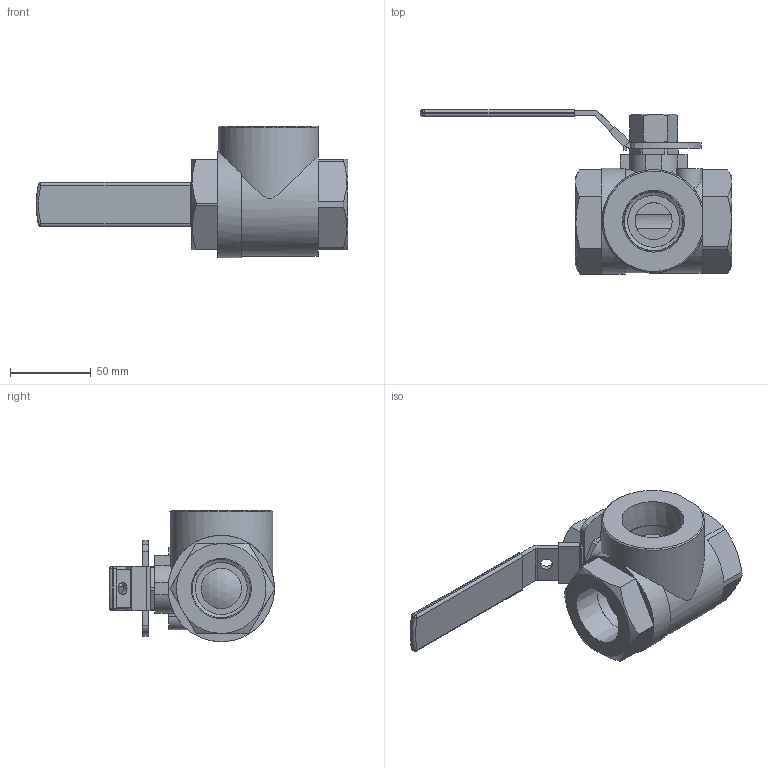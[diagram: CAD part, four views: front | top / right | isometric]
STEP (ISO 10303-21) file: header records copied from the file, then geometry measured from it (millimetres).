
FILE_DESCRIPTION(/* description */ ('Unknown'),/* implementation_level */ '2;1');
FILE_NAME(/* name */ 'DN32-Rev1',/* time_stamp */ '2021-05-07T13:11:02+08:00',/* author */ ('Unknown'),/* organization */ ('Unknown'),/* preprocessor_version */ 'ST-DEVELOPER v16.7',/* originating_system */ 'DEX',/* authorisation */ $);
FILE_SCHEMA (('AUTOMOTIVE_DESIGN {1 0 10303 214 3 1 1}'));
Length unit declared in the file: millimetre
Products named in the file (1): DN32-Rev1
Bounding box: 193.34 x 102.34 x 81.45 mm (x, y, z)
Volume: 304427.9 mm3; surface area: 62951.7 mm2
Topology: 1 solids, 1 shells, 239 faces, 626 edges, 401 vertices
Faces by surface type: plane 147, cylinder 50, cone 27, bspline 8, sphere 5, torus 2
Full cylindrical faces by diameter (mm): 4.826 x2, 7.6 x1, 11.113 x1, 16.1 x1, 23 x1, 25 x2, 32.2 x3, 36.386 x3, 66.01 x1
Entity records: 7938 total; most frequent: CARTESIAN_POINT 2257, ORIENTED_EDGE 1170, DIRECTION 1119, EDGE_CURVE 585, VERTEX_POINT 391, AXIS2_PLACEMENT_3D 380, LINE 359, VECTOR 359
